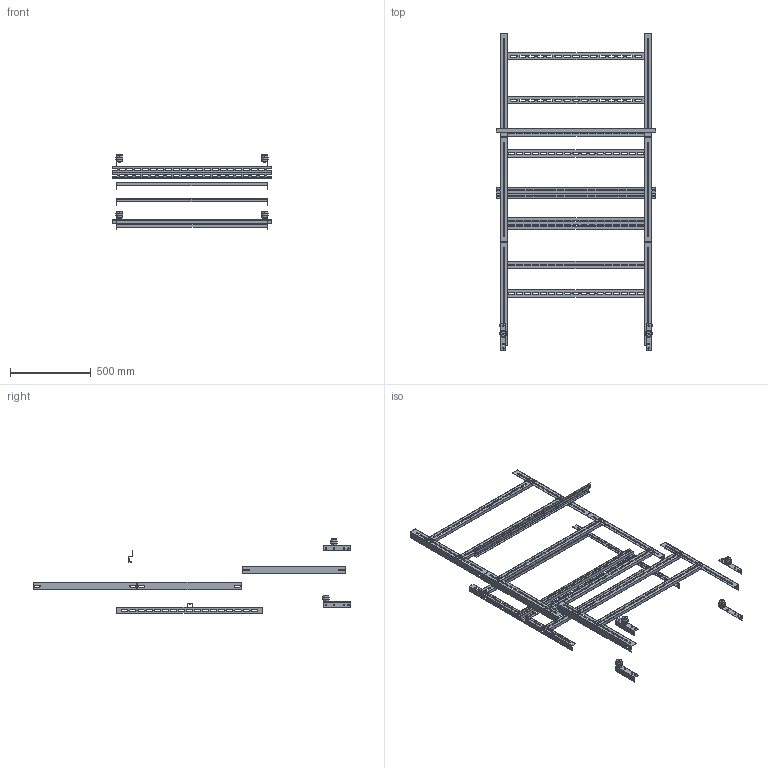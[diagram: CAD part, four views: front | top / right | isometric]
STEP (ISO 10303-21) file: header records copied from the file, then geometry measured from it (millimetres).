
FILE_DESCRIPTION (( 'STEP AP214' ), '1' );
FILE_NAME ('YKM60-P-22102000-36 扻斀錼膷 櫡翴錒 棈 22.10.6-2000.STEP', '2016-11-24T07:40:34', ( '' ), ( '' ), 'SwSTEP 2.0', 'SolidWorks 2014', '' );
FILE_SCHEMA (( 'AUTOMOTIVE_DESIGN' ));
Length unit declared in the file: millimetre
Products named in the file (1): YKM60-P-22102000-36 扻斀錼膷 櫡翴錒 棈 22.10.6-2000
Bounding box: 990 x 1966.25 x 459.5 mm (x, y, z)
Volume: 2556295.8 mm3; surface area: 2542285.4 mm2
Topology: 26 solids, 26 shells, 2244 faces, 6504 edges, 4324 vertices
Faces by surface type: cylinder 1136, plane 1060, cone 32, bspline 16
Entity records: 77397 total; most frequent: CARTESIAN_POINT 14137, DIRECTION 13274, ORIENTED_EDGE 12992, EDGE_CURVE 6496, AXIS2_PLACEMENT_3D 4565, VERTEX_POINT 4324, LINE 4144, VECTOR 4144
